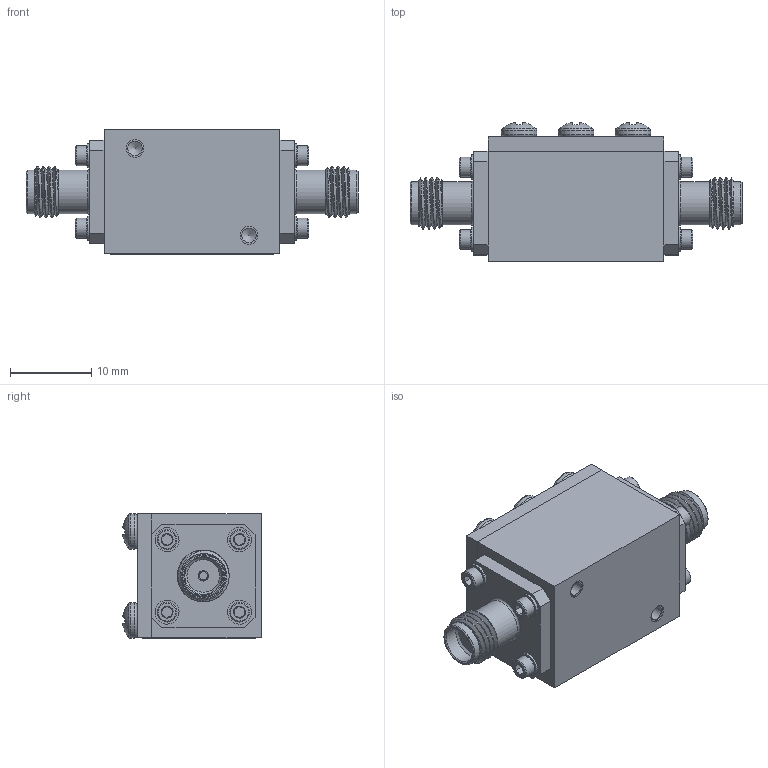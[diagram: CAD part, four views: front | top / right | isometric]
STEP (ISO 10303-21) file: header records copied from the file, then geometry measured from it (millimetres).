
FILE_DESCRIPTION (( 'STEP AP203' ), '1' );
FILE_NAME ('PE87FL1019_3D.step', '2020-08-14T16:09:42', ( '' ), ( '' ), 'SwSTEP 2.0', 'SolidWorks 2018', '' );
FILE_SCHEMA (( 'CONFIG_CONTROL_DESIGN' ));
Products named in the file (1): PE87FL1019_3D
Bounding box: 40.74 x 16.99 x 15.31 mm (x, y, z)
Volume: 5993.7 mm3; surface area: 3082.1 mm2
Topology: 1 solids, 9 shells, 1088 faces, 2739 edges, 1785 vertices
Faces by surface type: plane 559, bspline 245, cylinder 164, cone 100, torus 14, sphere 6
Full cylindrical faces by diameter (mm): 1.016 x2, 1.27 x4, 1.524 x24, 1.778 x2, 1.854 x10, 2.184 x2, 2.438 x8, 2.946 x8, 4.365 x6, 4.521 x2, 5.08 x2, 5.334 x4
Entity records: 51153 total; most frequent: CARTESIAN_POINT 28236, ORIENTED_EDGE 5084, DIRECTION 3780, EDGE_CURVE 2542, VERTEX_POINT 1708, LINE 1388, VECTOR 1388, EDGE_LOOP 1292
